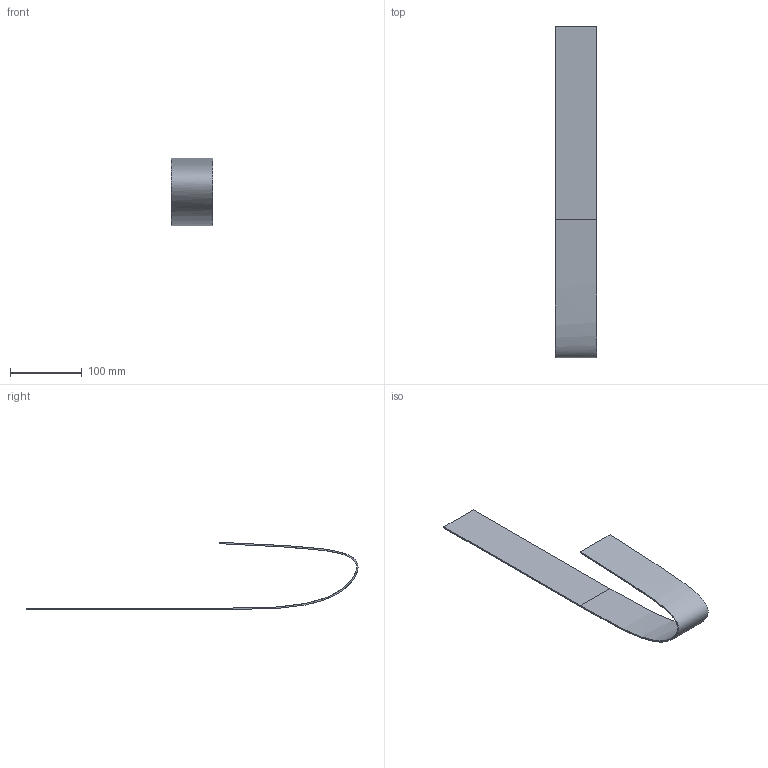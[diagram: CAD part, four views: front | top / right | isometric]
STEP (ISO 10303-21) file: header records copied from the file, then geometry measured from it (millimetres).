
FILE_DESCRIPTION(/* description */ ('Part 3'),/* implementation_level */ '2;1');
FILE_NAME(/* name */ 'plate-fuslegae.step',/* time_stamp */ '2026-01-05T21:56:33+05:30',/* author */ (''),/* organization */ (''),/* preprocessor_version */ 'ST-DEVELOPER v20.1',/* originating_system */ 'Autodesk Translation Framework v14.21.0.0',/* authorisation */ '');
FILE_SCHEMA (('AUTOMOTIVE_DESIGN { 1 0 10303 214 3 1 1 }'));
Length unit declared in the file: metre
Products named in the file (1): Part 3
Bounding box: 58 x 462.28 x 93.99 mm (x, y, z)
Volume: 71997.2 mm3; surface area: 82608.3 mm2
Topology: 1 solids, 1 shells, 8 faces, 18 edges, 12 vertices
Faces by surface type: plane 6, bspline 2
Entity records: 646 total; most frequent: CARTESIAN_POINT 437, ORIENTED_EDGE 36, DIRECTION 28, EDGE_CURVE 18, LINE 14, VECTOR 14, VERTEX_POINT 12, FACE_OUTER_BOUND 8
